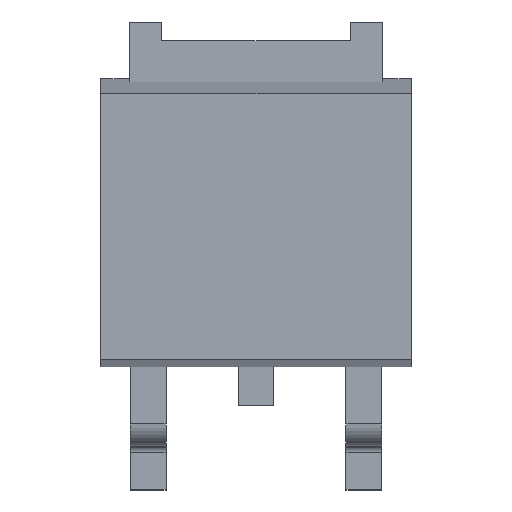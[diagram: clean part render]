
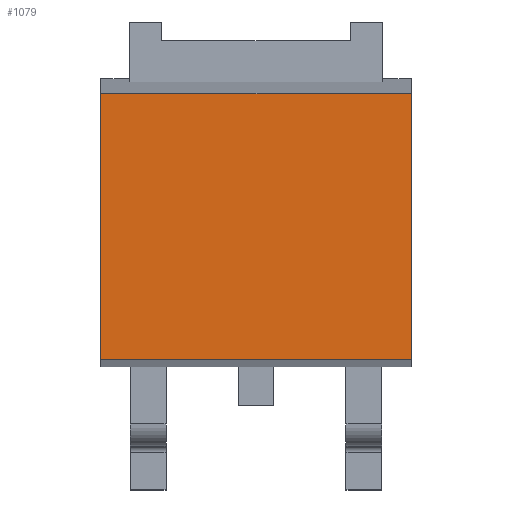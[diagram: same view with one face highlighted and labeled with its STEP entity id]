
A CAD part, top view. The second image highlights one B-rep face of the part: STEP entity #1079.
In plain terms, the highlighted planar face has unit normal (0, 0, 1).
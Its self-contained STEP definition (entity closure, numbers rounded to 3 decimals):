
#47 = VECTOR ( 'NONE', #212, 1000. ) ;
#57 = VERTEX_POINT ( 'NONE', #1410 ) ;
#64 = CARTESIAN_POINT ( 'NONE',  ( 6.58, 0., 2.3 ) ) ;
#204 = LINE ( 'NONE', #64, #909 ) ;
#212 = DIRECTION ( 'NONE',  ( 1., 0., 0. ) ) ;
#233 = CARTESIAN_POINT ( 'NONE',  ( 0., 0., 2.3 ) ) ;
#267 = VECTOR ( 'NONE', #515, 1000. ) ;
#350 = DIRECTION ( 'NONE',  ( 0., 0., -1. ) ) ;
#353 = LINE ( 'NONE', #1155, #47 ) ;
#435 = EDGE_CURVE ( 'NONE', #1225, #1479, #574, .T. ) ;
#508 = EDGE_CURVE ( 'NONE', #57, #1225, #204, .T. ) ;
#515 = DIRECTION ( 'NONE',  ( -1., 0., 0. ) ) ;
#555 = DIRECTION ( 'NONE',  ( 0., -1., 0. ) ) ;
#574 = LINE ( 'NONE', #1424, #267 ) ;
#631 = ORIENTED_EDGE ( 'NONE', *, *, #904, .T. ) ;
#708 = PLANE ( 'NONE',  #910 ) ;
#755 = EDGE_CURVE ( 'NONE', #1479, #1475, #1322, .T. ) ;
#872 = DIRECTION ( 'NONE',  ( 0., 1., 0. ) ) ;
#894 = ORIENTED_EDGE ( 'NONE', *, *, #435, .T. ) ;
#904 = EDGE_CURVE ( 'NONE', #1475, #57, #353, .T. ) ;
#907 = ORIENTED_EDGE ( 'NONE', *, *, #755, .T. ) ;
#909 = VECTOR ( 'NONE', #872, 1000. ) ;
#910 = AXIS2_PLACEMENT_3D ( 'NONE', #233, #350, #955 ) ;
#955 = DIRECTION ( 'NONE',  ( -1., 0., 0. ) ) ;
#1019 = VECTOR ( 'NONE', #555, 1000. ) ;
#1026 = CARTESIAN_POINT ( 'NONE',  ( 0., 5.777, 2.3 ) ) ;
#1079 = ADVANCED_FACE ( 'NONE', ( #1090 ), #708, .F. ) ;
#1090 = FACE_OUTER_BOUND ( 'NONE', #1148, .T. ) ;
#1148 = EDGE_LOOP ( 'NONE', ( #907, #631, #1382, #894 ) ) ;
#1155 = CARTESIAN_POINT ( 'NONE',  ( 0., 0.141, 2.3 ) ) ;
#1210 = CARTESIAN_POINT ( 'NONE',  ( 6.58, 5.777, 2.3 ) ) ;
#1225 = VERTEX_POINT ( 'NONE', #1210 ) ;
#1322 = LINE ( 'NONE', #1488, #1019 ) ;
#1382 = ORIENTED_EDGE ( 'NONE', *, *, #508, .T. ) ;
#1410 = CARTESIAN_POINT ( 'NONE',  ( 6.58, 0.141, 2.3 ) ) ;
#1424 = CARTESIAN_POINT ( 'NONE',  ( 0., 5.777, 2.3 ) ) ;
#1475 = VERTEX_POINT ( 'NONE', #1477 ) ;
#1477 = CARTESIAN_POINT ( 'NONE',  ( 0., 0.141, 2.3 ) ) ;
#1479 = VERTEX_POINT ( 'NONE', #1026 ) ;
#1488 = CARTESIAN_POINT ( 'NONE',  ( 0., 0., 2.3 ) ) ;
